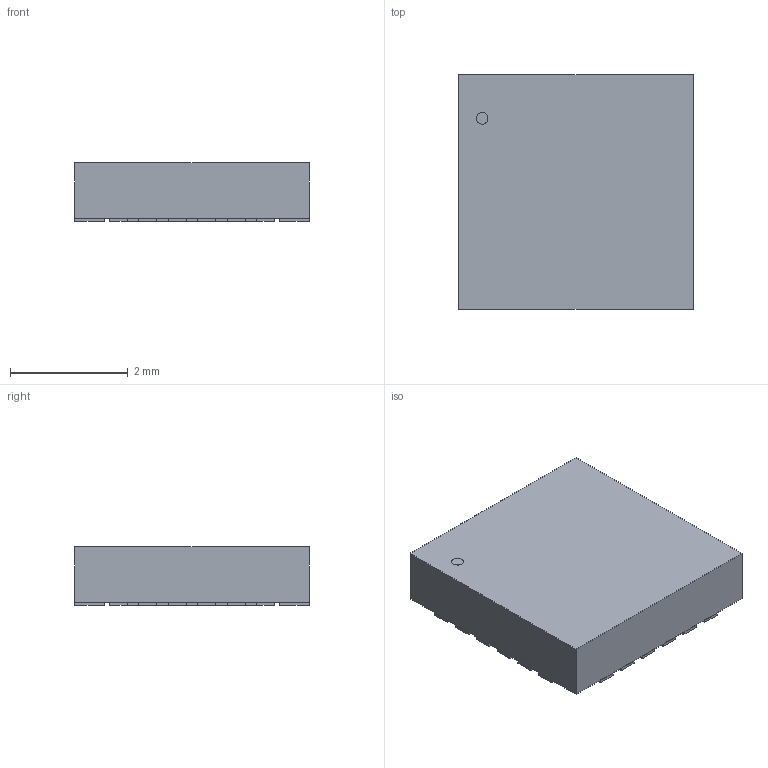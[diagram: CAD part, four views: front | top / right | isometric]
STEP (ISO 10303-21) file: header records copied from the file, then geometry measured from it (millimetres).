
FILE_DESCRIPTION(('STEP AP214'),'1');
FILE_NAME('CP_24_1_ADI','2024-08-20T01:27:09',(''),(''),'','','');
FILE_SCHEMA(('AUTOMOTIVE_DESIGN'));
Length unit declared in the file: millimetre
Products named in the file (1): product
Bounding box: 3.99 x 3.99 x 0.99 mm (x, y, z)
Volume: 15.4 mm3; surface area: 66.9 mm2
Topology: 27 solids, 27 shells, 159 faces, 315 edges, 210 vertices
Faces by surface type: plane 158, cylinder 1
Full cylindrical faces by diameter (mm): 0.199 x1
Entity records: 3973 total; most frequent: DIRECTION 638, ORIENTED_EDGE 628, CARTESIAN_POINT 373, EDGE_CURVE 314, LINE 312, VECTOR 312, VERTEX_POINT 210, AXIS2_PLACEMENT_3D 163
